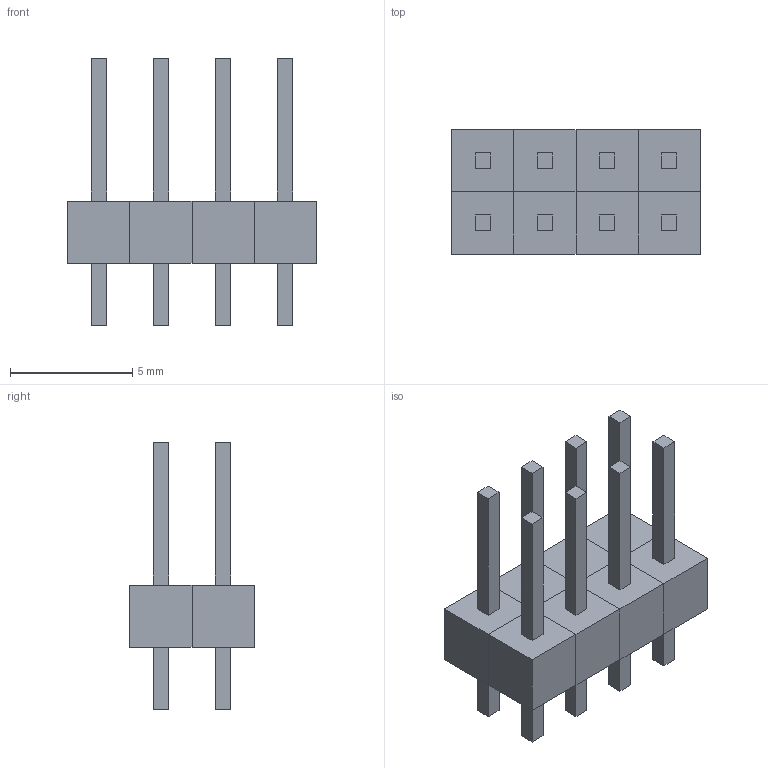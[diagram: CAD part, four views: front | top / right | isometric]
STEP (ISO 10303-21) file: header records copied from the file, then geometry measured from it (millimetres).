
FILE_DESCRIPTION(/* description */ ('Alibre Inc.'),/* implementation_level */ '2;1');
FILE_NAME(/* name */ 'export0',/* time_stamp */ '2010-09-27T14:49:49-07:00',/* author */ (''),/* organization */ (''),/* preprocessor_version */ 'ST-DEVELOPER v10',/* originating_system */ 'Alibre',/* authorisation */ '');
FILE_SCHEMA (('AUTOMOTIVE_DESIGN'));
Length unit declared in the file: centimetre
Bounding box: 10.16 x 5.08 x 10.92 mm (x, y, z)
Volume: 158.1 mm3; surface area: 583.2 mm2
Topology: 16 solids, 16 shells, 128 faces, 288 edges, 192 vertices
Faces by surface type: plane 128
Entity records: 665 total; most frequent: DIRECTION 116, CARTESIAN_POINT 108, ORIENTED_EDGE 72, AXIS2_PLACEMENT_3D 48, VECTOR 36, LINE 36, EDGE_CURVE 36, VERTEX_POINT 24
